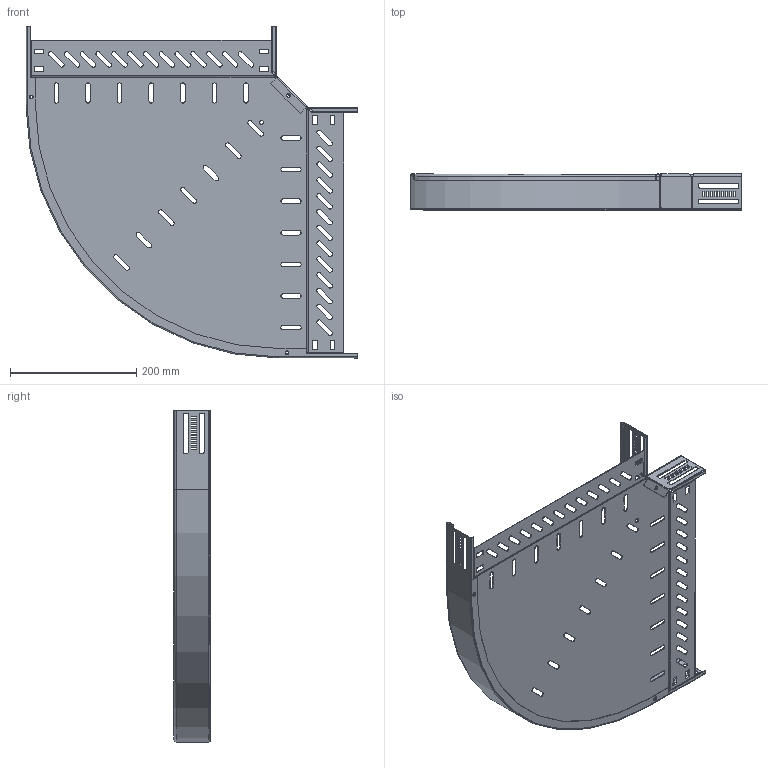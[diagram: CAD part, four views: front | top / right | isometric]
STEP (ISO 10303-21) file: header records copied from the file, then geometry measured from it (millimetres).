
FILE_DESCRIPTION (( 'STEP AP214' ), '1' );
FILE_NAME ('6036568.STEP', '2024-05-27T09:35:44', ( '' ), ( '' ), 'SwSTEP 2.0', 'SolidWorks 2022', '' );
FILE_SCHEMA (( 'AUTOMOTIVE_DESIGN' ));
Length unit declared in the file: millimetre
Products named in the file (4): 167655_60x90°; 167733_400; 6036568; 167734_400
Assembly tree (3 placements, depth 2):
  6036568
    167734_400
    167733_400
    167655_60x90°
Bounding box: 525 x 57 x 525 mm (x, y, z)
Volume: 297624 mm3; surface area: 565021 mm2
Topology: 3 solids, 3 shells, 698 faces, 1952 edges, 1260 vertices
Faces by surface type: plane 414, cylinder 272, bspline 8, torus 4
Entity records: 23220 total; most frequent: CARTESIAN_POINT 4268, ORIENTED_EDGE 3904, DIRECTION 3826, EDGE_CURVE 1952, VECTOR 1390, LINE 1390, VERTEX_POINT 1260, AXIS2_PLACEMENT_3D 1218
